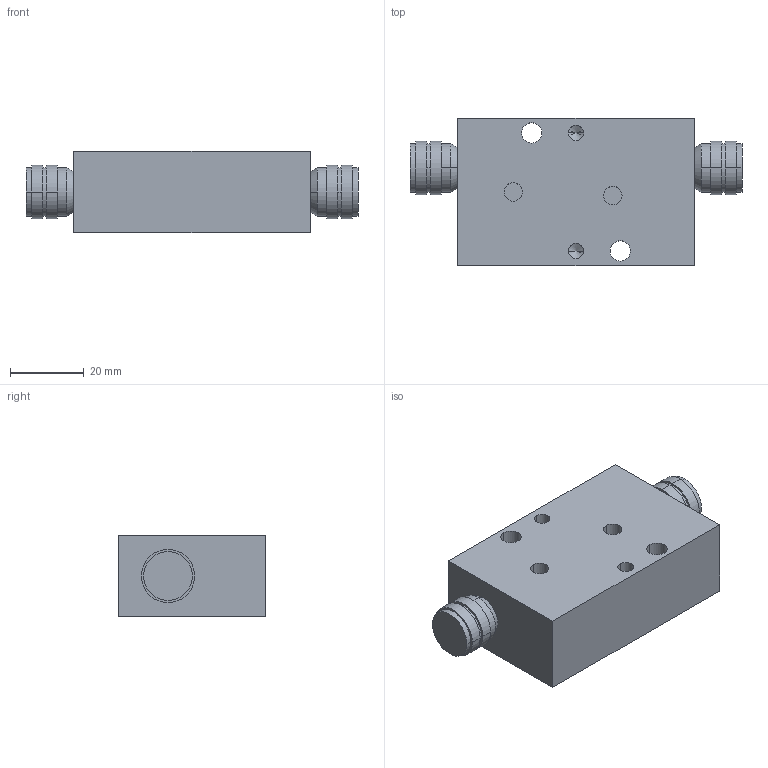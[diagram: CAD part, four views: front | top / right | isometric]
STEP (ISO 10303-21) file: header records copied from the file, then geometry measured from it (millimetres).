
FILE_DESCRIPTION (( 'STEP AP203' ), '1' );
FILE_NAME ('DRN3_601.STEP', '2019-01-03T16:09:34', ( '' ), ( '' ), 'SwSTEP 2.0', 'SolidWorks 2013', '' );
FILE_SCHEMA (( 'CONFIG_CONTROL_DESIGN' ));
Length unit declared in the file: millimetre
Products named in the file (1): DRN3_601
Bounding box: 90 x 40 x 22 mm (x, y, z)
Volume: 56731.6 mm3; surface area: 12925.9 mm2
Topology: 1 solids, 1 shells, 73 faces, 160 edges, 104 vertices
Faces by surface type: cylinder 42, plane 23, cone 8
Entity records: 2109 total; most frequent: DIRECTION 398, CARTESIAN_POINT 334, ORIENTED_EDGE 312, AXIS2_PLACEMENT_3D 168, EDGE_CURVE 156, VERTEX_POINT 104, EDGE_LOOP 96, CIRCLE 94
